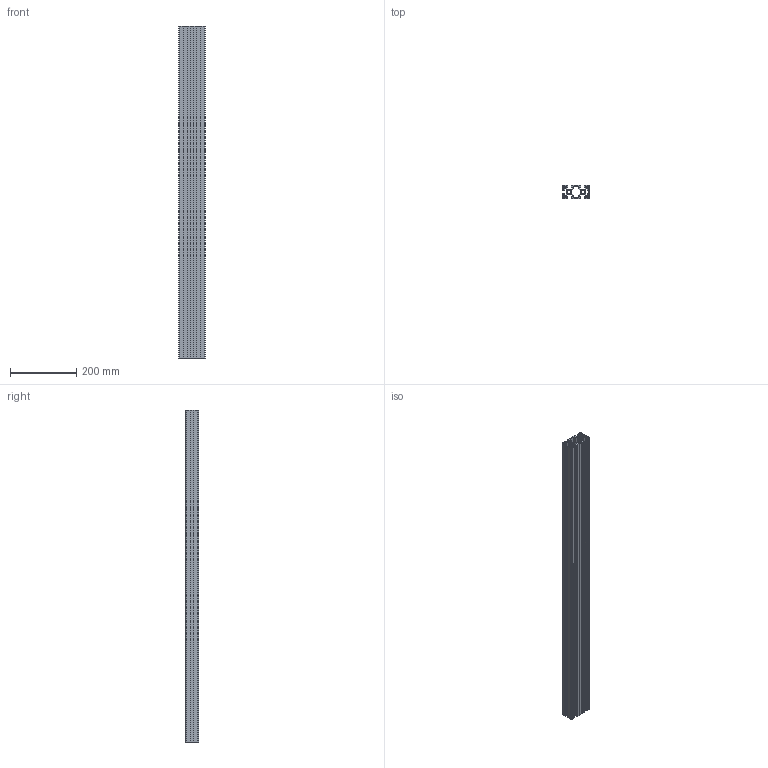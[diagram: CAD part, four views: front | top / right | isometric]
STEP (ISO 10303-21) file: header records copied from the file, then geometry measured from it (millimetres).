
FILE_DESCRIPTION(/* description */ (''),/* implementation_level */ '2;1');
FILE_NAME(/* name */ '80048_KriTec_Profil_10_80x40_1N_leicht.stp',/* time_stamp */ '2015-04-23T11:25:32+02:00',/* author */ ('kostic'),/* organization */ (''),/* preprocessor_version */ 'ST-DEVELOPER v15.2',/* originating_system */ 'Autodesk Inventor 2014',/* authorisation */ '');
FILE_SCHEMA (('CONFIG_CONTROL_DESIGN'));
Length unit declared in the file: millimetre
Products named in the file (1): 80048_KriTec_Profil_10_80x40_1N_leicht
Bounding box: 80 x 40 x 1000 mm (x, y, z)
Volume: 992433.6 mm3; surface area: 855277.2 mm2
Topology: 1 solids, 1 shells, 1278 faces, 3828 edges, 2552 vertices
Faces by surface type: plane 1278
Entity records: 42188 total; most frequent: CARTESIAN_POINT 7659, ORIENTED_EDGE 7656, DIRECTION 6386, LINE 3828, VECTOR 3828, EDGE_CURVE 3828, VERTEX_POINT 2552, EDGE_LOOP 1294
